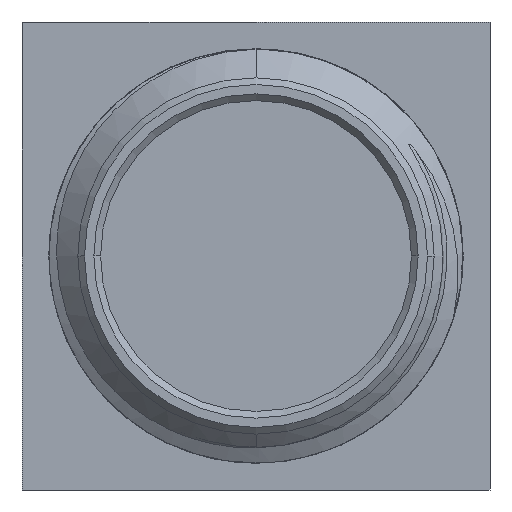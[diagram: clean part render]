
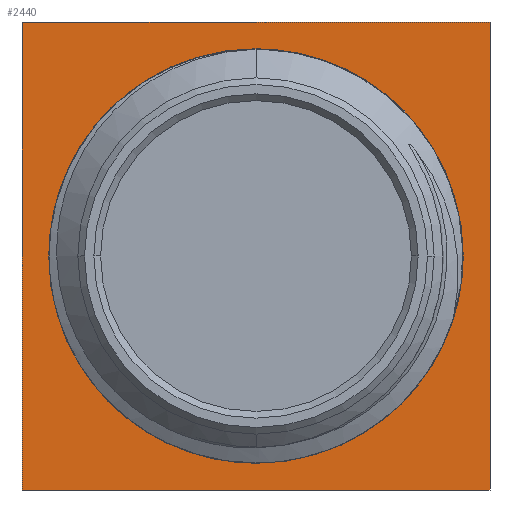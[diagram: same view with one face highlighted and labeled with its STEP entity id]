
A CAD part, left-side view. The second image highlights one B-rep face of the part: STEP entity #2440.
In plain terms, the highlighted planar face has unit normal (-1, 0, 0).
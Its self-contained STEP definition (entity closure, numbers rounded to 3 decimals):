
#38 = CARTESIAN_POINT ( 'NONE',  ( 0., 0.811, -3.019 ) ) ;
#99 = CARTESIAN_POINT ( 'NONE',  ( 0., 1.561, -2.709 ) ) ;
#150 = CARTESIAN_POINT ( 'NONE',  ( 0., 0.406, 3.1 ) ) ;
#155 = VERTEX_POINT ( 'NONE', #5176 ) ;
#241 = LINE ( 'NONE', #3689, #7260 ) ;
#306 = VERTEX_POINT ( 'NONE', #6584 ) ;
#395 = CARTESIAN_POINT ( 'NONE',  ( 0., -3.1, 0.406 ) ) ;
#452 = CARTESIAN_POINT ( 'NONE',  ( 0., -1.905, 2.479 ) ) ;
#604 = CARTESIAN_POINT ( 'NONE',  ( 0., 0., -3.1 ) ) ;
#665 = FACE_OUTER_BOUND ( 'NONE', #4513, .T. ) ;
#671 = CARTESIAN_POINT ( 'NONE',  ( 0., 1.561, 2.709 ) ) ;
#685 = DIRECTION ( 'NONE',  ( 0., -1., 0. ) ) ;
#695 = CARTESIAN_POINT ( 'NONE',  ( 0., 2.479, 1.905 ) ) ;
#768 = CARTESIAN_POINT ( 'NONE',  ( 0., 3.1, -0.406 ) ) ;
#936 = EDGE_CURVE ( 'NONE', #306, #1445, #2085, .T. ) ;
#997 = PLANE ( 'NONE',  #6611 ) ;
#1037 = LINE ( 'NONE', #5787, #6640 ) ;
#1105 = LINE ( 'NONE', #2302, #2585 ) ;
#1209 = CARTESIAN_POINT ( 'NONE',  ( 0., -3.1, -0.406 ) ) ;
#1227 = ORIENTED_EDGE ( 'NONE', *, *, #4977, .T. ) ;
#1352 = CARTESIAN_POINT ( 'NONE',  ( 0., 0., -3.1 ) ) ;
#1445 = VERTEX_POINT ( 'NONE', #6759 ) ;
#1527 = CARTESIAN_POINT ( 'NONE',  ( 0., 0., -3.1 ) ) ;
#1661 = CARTESIAN_POINT ( 'NONE',  ( 0., -2.709, 1.561 ) ) ;
#1692 = DIRECTION ( 'NONE',  ( 0., 0., 1. ) ) ;
#1772 = CARTESIAN_POINT ( 'NONE',  ( 0., 0., 3.1 ) ) ;
#1832 = DIRECTION ( 'NONE',  ( -1., 0., 0. ) ) ;
#1853 = EDGE_CURVE ( 'NONE', #155, #6797, #3672, .T. ) ;
#1942 = CARTESIAN_POINT ( 'NONE',  ( 0., 0., 3.1 ) ) ;
#2085 = LINE ( 'NONE', #2724, #6899 ) ;
#2088 = EDGE_CURVE ( 'NONE', #6797, #4012, #2291, .T. ) ;
#2291 = B_SPLINE_CURVE_WITH_KNOTS ( 'NONE', 3,
 ( #1942, #150, #6333, #671, #6390, #695, #3204, #2617, #4478, #3927 ),
 .UNSPECIFIED., .F., .F.,
 ( 4, 2, 2, 2, 4 ),
 ( 0.5, 0.625, 0.75, 0.875, 1. ),
 .UNSPECIFIED. ) ;
#2302 = CARTESIAN_POINT ( 'NONE',  ( 0., 3.5, 0. ) ) ;
#2322 = VERTEX_POINT ( 'NONE', #1527 ) ;
#2332 = DIRECTION ( 'NONE',  ( 0., 0., -1. ) ) ;
#2341 = B_SPLINE_CURVE_WITH_KNOTS ( 'NONE', 3,
 ( #5122, #768, #6405, #5815, #3274, #5097, #99, #38, #3306, #1352 ),
 .UNSPECIFIED., .F., .F.,
 ( 4, 2, 2, 2, 4 ),
 ( 0., 0.125, 0.25, 0.375, 0.5 ),
 .UNSPECIFIED. ) ;
#2440 = ADVANCED_FACE ( 'NONE', ( #7058, #665 ), #997, .T. ) ;
#2527 = ORIENTED_EDGE ( 'NONE', *, *, #7981, .T. ) ;
#2585 = VECTOR ( 'NONE', #2332, 1000. ) ;
#2617 = CARTESIAN_POINT ( 'NONE',  ( 0., 3.019, 0.811 ) ) ;
#2724 = CARTESIAN_POINT ( 'NONE',  ( 0., 0., 3.5 ) ) ;
#2950 = EDGE_CURVE ( 'NONE', #4012, #2322, #2341, .T. ) ;
#3058 = CARTESIAN_POINT ( 'NONE',  ( 0., -0.811, -3.019 ) ) ;
#3163 = DIRECTION ( 'NONE',  ( 0., 1., 0. ) ) ;
#3204 = CARTESIAN_POINT ( 'NONE',  ( 0., 2.709, 1.561 ) ) ;
#3227 = VERTEX_POINT ( 'NONE', #6661 ) ;
#3234 = EDGE_LOOP ( 'NONE', ( #3772, #7332, #6716, #7590 ) ) ;
#3274 = CARTESIAN_POINT ( 'NONE',  ( 0., 2.479, -1.905 ) ) ;
#3306 = CARTESIAN_POINT ( 'NONE',  ( 0., 0.406, -3.1 ) ) ;
#3502 = DIRECTION ( 'NONE',  ( 0., 1., 0. ) ) ;
#3672 = B_SPLINE_CURVE_WITH_KNOTS ( 'NONE', 3,
 ( #6684, #395, #4254, #1661, #5571, #452, #7970, #7371, #4953, #1772 ),
 .UNSPECIFIED., .F., .F.,
 ( 4, 2, 2, 2, 4 ),
 ( 0., 0.125, 0.25, 0.375, 0.5 ),
 .UNSPECIFIED. ) ;
#3689 = CARTESIAN_POINT ( 'NONE',  ( 0., -3.5, 0. ) ) ;
#3717 = CARTESIAN_POINT ( 'NONE',  ( 0., -1.905, -2.479 ) ) ;
#3772 = ORIENTED_EDGE ( 'NONE', *, *, #2950, .F. ) ;
#3839 = CARTESIAN_POINT ( 'NONE',  ( 0., -2.709, -1.561 ) ) ;
#3927 = CARTESIAN_POINT ( 'NONE',  ( 0., 3.1, 0. ) ) ;
#3946 = B_SPLINE_CURVE_WITH_KNOTS ( 'NONE', 3,
 ( #604, #6898, #3058, #6929, #3717, #5691, #3839, #8068, #1209, #7433 ),
 .UNSPECIFIED., .F., .F.,
 ( 4, 2, 2, 2, 4 ),
 ( 0.5, 0.625, 0.75, 0.875, 1. ),
 .UNSPECIFIED. ) ;
#4012 = VERTEX_POINT ( 'NONE', #7101 ) ;
#4254 = CARTESIAN_POINT ( 'NONE',  ( 0., -3.019, 0.811 ) ) ;
#4451 = EDGE_CURVE ( 'NONE', #3227, #306, #241, .T. ) ;
#4478 = CARTESIAN_POINT ( 'NONE',  ( 0., 3.1, 0.406 ) ) ;
#4513 = EDGE_LOOP ( 'NONE', ( #1227, #5242, #6368, #2527 ) ) ;
#4895 = EDGE_CURVE ( 'NONE', #2322, #155, #3946, .T. ) ;
#4953 = CARTESIAN_POINT ( 'NONE',  ( 0., -0.406, 3.1 ) ) ;
#4977 = EDGE_CURVE ( 'NONE', #5886, #3227, #1037, .T. ) ;
#5097 = CARTESIAN_POINT ( 'NONE',  ( 0., 1.905, -2.479 ) ) ;
#5122 = CARTESIAN_POINT ( 'NONE',  ( 0., 3.1, 0. ) ) ;
#5134 = CARTESIAN_POINT ( 'NONE',  ( 0., 3.5, -3.5 ) ) ;
#5176 = CARTESIAN_POINT ( 'NONE',  ( 0., -3.1, 0. ) ) ;
#5242 = ORIENTED_EDGE ( 'NONE', *, *, #4451, .T. ) ;
#5571 = CARTESIAN_POINT ( 'NONE',  ( 0., -2.479, 1.905 ) ) ;
#5691 = CARTESIAN_POINT ( 'NONE',  ( 0., -2.479, -1.905 ) ) ;
#5787 = CARTESIAN_POINT ( 'NONE',  ( 0., 0., -3.5 ) ) ;
#5815 = CARTESIAN_POINT ( 'NONE',  ( 0., 2.709, -1.561 ) ) ;
#5886 = VERTEX_POINT ( 'NONE', #5134 ) ;
#6333 = CARTESIAN_POINT ( 'NONE',  ( 0., 0.811, 3.019 ) ) ;
#6368 = ORIENTED_EDGE ( 'NONE', *, *, #936, .T. ) ;
#6390 = CARTESIAN_POINT ( 'NONE',  ( 0., 1.905, 2.479 ) ) ;
#6405 = CARTESIAN_POINT ( 'NONE',  ( 0., 3.019, -0.811 ) ) ;
#6584 = CARTESIAN_POINT ( 'NONE',  ( 0., -3.5, 3.5 ) ) ;
#6604 = CARTESIAN_POINT ( 'NONE',  ( 0., 0., 3.1 ) ) ;
#6611 = AXIS2_PLACEMENT_3D ( 'NONE', #6886, #1832, #3163 ) ;
#6640 = VECTOR ( 'NONE', #685, 1000. ) ;
#6661 = CARTESIAN_POINT ( 'NONE',  ( 0., -3.5, -3.5 ) ) ;
#6684 = CARTESIAN_POINT ( 'NONE',  ( 0., -3.1, 0. ) ) ;
#6716 = ORIENTED_EDGE ( 'NONE', *, *, #1853, .F. ) ;
#6759 = CARTESIAN_POINT ( 'NONE',  ( 0., 3.5, 3.5 ) ) ;
#6797 = VERTEX_POINT ( 'NONE', #6604 ) ;
#6886 = CARTESIAN_POINT ( 'NONE',  ( 0., -3.5, 3.5 ) ) ;
#6898 = CARTESIAN_POINT ( 'NONE',  ( 0., -0.406, -3.1 ) ) ;
#6899 = VECTOR ( 'NONE', #3502, 1000. ) ;
#6929 = CARTESIAN_POINT ( 'NONE',  ( 0., -1.561, -2.709 ) ) ;
#7058 = FACE_BOUND ( 'NONE', #3234, .T. ) ;
#7101 = CARTESIAN_POINT ( 'NONE',  ( 0., 3.1, 0. ) ) ;
#7260 = VECTOR ( 'NONE', #1692, 1000. ) ;
#7332 = ORIENTED_EDGE ( 'NONE', *, *, #2088, .F. ) ;
#7371 = CARTESIAN_POINT ( 'NONE',  ( 0., -0.811, 3.019 ) ) ;
#7433 = CARTESIAN_POINT ( 'NONE',  ( 0., -3.1, 0. ) ) ;
#7590 = ORIENTED_EDGE ( 'NONE', *, *, #4895, .F. ) ;
#7970 = CARTESIAN_POINT ( 'NONE',  ( 0., -1.561, 2.709 ) ) ;
#7981 = EDGE_CURVE ( 'NONE', #1445, #5886, #1105, .T. ) ;
#8068 = CARTESIAN_POINT ( 'NONE',  ( 0., -3.019, -0.811 ) ) ;
